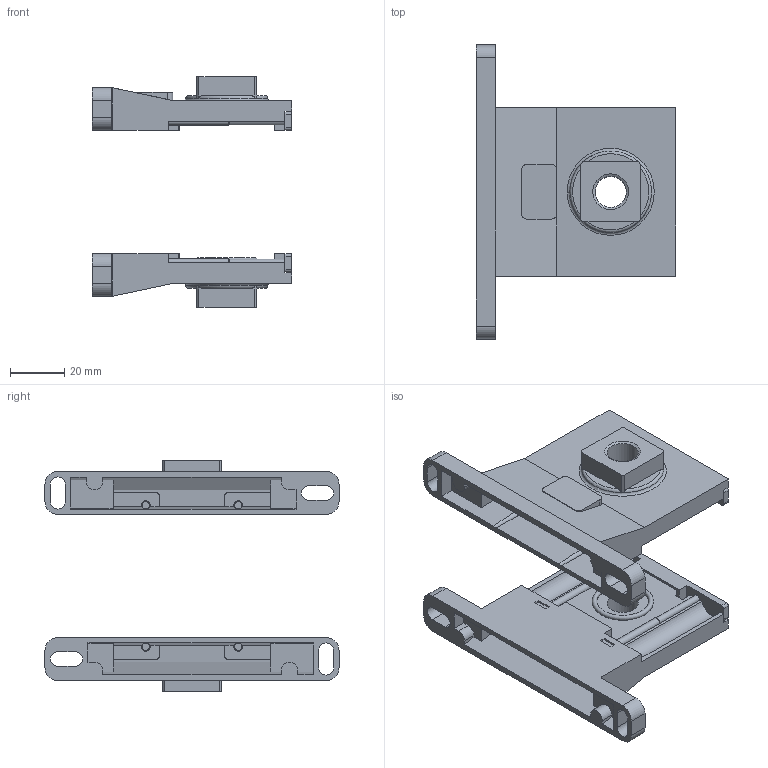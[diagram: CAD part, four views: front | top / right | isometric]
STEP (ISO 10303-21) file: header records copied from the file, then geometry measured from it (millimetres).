
FILE_DESCRIPTION( ( 'STEP AP203' ), ' ' );
FILE_NAME( '99001.0904.stp', '2017-03-09T14:59:57', ( '' ), ( '' ), ' ', 'PARTsolutions', ' ' );
FILE_SCHEMA( ( 'CONFIG_CONTROL_DESIGN' ) );
Length unit declared in the file: millimetre
Products named in the file (6): 99001.0904; _99001.0904_P1; _WK 100-4; _WK 100-2; _WK 100-3; _99001.0904_P2
Assembly tree (10 placements, depth 2):
  99001.0904
    _99001.0904_P1
    _WK 100-4  x2
    _WK 100-2  x2
    _WK 100-3  x4
    _99001.0904_P2
Bounding box: 73.3 x 108 x 84.8 mm (x, y, z)
Volume: 76016.1 mm3; surface area: 46636.7 mm2
Topology: 10 solids, 10 shells, 473 faces, 1176 edges, 736 vertices
Faces by surface type: plane 303, cylinder 132, cone 26, torus 12
Full cylindrical faces by diameter (mm): 2.459 x4, 2.693 x4, 3 x4, 3.2 x12, 5.5 x4, 11.445 x2, 17.9 x1, 22.7 x1
Entity records: 10969 total; most frequent: CARTESIAN_POINT 1990, DIRECTION 1832, ORIENTED_EDGE 1766, EDGE_CURVE 883, LINE 630, VECTOR 630, AXIS2_PLACEMENT_3D 601, VERTEX_POINT 591
